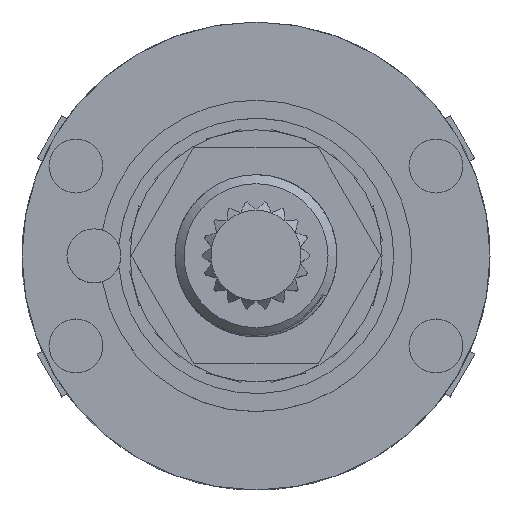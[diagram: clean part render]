
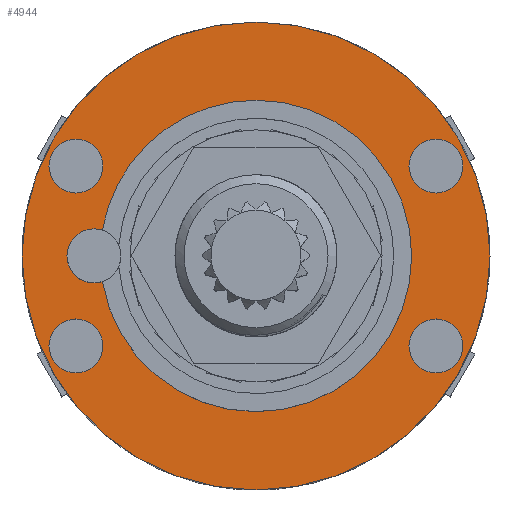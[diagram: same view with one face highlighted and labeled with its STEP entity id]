
A CAD part, top view. The second image highlights one B-rep face of the part: STEP entity #4944.
In plain terms, the highlighted planar face has unit normal (0, 0, 1).
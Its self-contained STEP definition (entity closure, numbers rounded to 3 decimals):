
#3187 = VERTEX_POINT('',#3188);
#3188 = CARTESIAN_POINT('',(-9.,1.5,12.1));
#3196 = EDGE_CURVE('',#3187,#3197,#3199,.T.);
#3197 = VERTEX_POINT('',#3198);
#3198 = CARTESIAN_POINT('',(-8.532,-1.425,12.1));
#3199 = CIRCLE('',#3200,1.5);
#3200 = AXIS2_PLACEMENT_3D('',#3201,#3202,#3203);
#3201 = CARTESIAN_POINT('',(-9.,0.,12.1));
#3202 = DIRECTION('',(0.,-0.,1.));
#3203 = DIRECTION('',(0.,1.,0.));
#3240 = VERTEX_POINT('',#3241);
#3241 = CARTESIAN_POINT('',(-8.532,1.425,12.1));
#3247 = EDGE_CURVE('',#3240,#3187,#3248,.T.);
#3248 = CIRCLE('',#3249,1.5);
#3249 = AXIS2_PLACEMENT_3D('',#3250,#3251,#3252);
#3250 = CARTESIAN_POINT('',(-9.,0.,12.1));
#3251 = DIRECTION('',(0.,-0.,1.));
#3252 = DIRECTION('',(0.,1.,0.));
#4944 = ADVANCED_FACE('',(#4945,#4956,#4967,#4987,#4998,#5009),#5020,.T.
  );
#4945 = FACE_BOUND('',#4946,.T.);
#4946 = EDGE_LOOP('',(#4947));
#4947 = ORIENTED_EDGE('',*,*,#4948,.T.);
#4948 = EDGE_CURVE('',#4949,#4949,#4951,.T.);
#4949 = VERTEX_POINT('',#4950);
#4950 = CARTESIAN_POINT('',(0.,13.,12.1));
#4951 = CIRCLE('',#4952,13.);
#4952 = AXIS2_PLACEMENT_3D('',#4953,#4954,#4955);
#4953 = CARTESIAN_POINT('',(0.,0.,12.1));
#4954 = DIRECTION('',(0.,-0.,1.));
#4955 = DIRECTION('',(0.,1.,0.));
#4956 = FACE_BOUND('',#4957,.T.);
#4957 = EDGE_LOOP('',(#4958));
#4958 = ORIENTED_EDGE('',*,*,#4959,.F.);
#4959 = EDGE_CURVE('',#4960,#4960,#4962,.T.);
#4960 = VERTEX_POINT('',#4961);
#4961 = CARTESIAN_POINT('',(-8.5,5.,12.1));
#4962 = CIRCLE('',#4963,1.5);
#4963 = AXIS2_PLACEMENT_3D('',#4964,#4965,#4966);
#4964 = CARTESIAN_POINT('',(-10.,5.,12.1));
#4965 = DIRECTION('',(0.,0.,1.));
#4966 = DIRECTION('',(1.,0.,-0.));
#4967 = FACE_BOUND('',#4968,.T.);
#4968 = EDGE_LOOP('',(#4969,#4978,#4985,#4986));
#4969 = ORIENTED_EDGE('',*,*,#4970,.F.);
#4970 = EDGE_CURVE('',#4971,#3240,#4973,.T.);
#4971 = VERTEX_POINT('',#4972);
#4972 = CARTESIAN_POINT('',(0.,8.65,12.1));
#4973 = CIRCLE('',#4974,8.65);
#4974 = AXIS2_PLACEMENT_3D('',#4975,#4976,#4977);
#4975 = CARTESIAN_POINT('',(0.,0.,12.1));
#4976 = DIRECTION('',(0.,0.,1.));
#4977 = DIRECTION('',(0.,1.,0.));
#4978 = ORIENTED_EDGE('',*,*,#4979,.F.);
#4979 = EDGE_CURVE('',#3197,#4971,#4980,.T.);
#4980 = CIRCLE('',#4981,8.65);
#4981 = AXIS2_PLACEMENT_3D('',#4982,#4983,#4984);
#4982 = CARTESIAN_POINT('',(0.,0.,12.1));
#4983 = DIRECTION('',(0.,0.,1.));
#4984 = DIRECTION('',(0.,1.,0.));
#4985 = ORIENTED_EDGE('',*,*,#3196,.F.);
#4986 = ORIENTED_EDGE('',*,*,#3247,.F.);
#4987 = FACE_BOUND('',#4988,.T.);
#4988 = EDGE_LOOP('',(#4989));
#4989 = ORIENTED_EDGE('',*,*,#4990,.T.);
#4990 = EDGE_CURVE('',#4991,#4991,#4993,.T.);
#4991 = VERTEX_POINT('',#4992);
#4992 = CARTESIAN_POINT('',(-8.5,-5.,12.1));
#4993 = CIRCLE('',#4994,1.5);
#4994 = AXIS2_PLACEMENT_3D('',#4995,#4996,#4997);
#4995 = CARTESIAN_POINT('',(-10.,-5.,12.1));
#4996 = DIRECTION('',(0.,0.,-1.));
#4997 = DIRECTION('',(1.,0.,0.));
#4998 = FACE_BOUND('',#4999,.T.);
#4999 = EDGE_LOOP('',(#5000));
#5000 = ORIENTED_EDGE('',*,*,#5001,.F.);
#5001 = EDGE_CURVE('',#5002,#5002,#5004,.T.);
#5002 = VERTEX_POINT('',#5003);
#5003 = CARTESIAN_POINT('',(8.5,-5.,12.1));
#5004 = CIRCLE('',#5005,1.5);
#5005 = AXIS2_PLACEMENT_3D('',#5006,#5007,#5008);
#5006 = CARTESIAN_POINT('',(10.,-5.,12.1));
#5007 = DIRECTION('',(0.,0.,1.));
#5008 = DIRECTION('',(-1.,0.,0.));
#5009 = FACE_BOUND('',#5010,.T.);
#5010 = EDGE_LOOP('',(#5011));
#5011 = ORIENTED_EDGE('',*,*,#5012,.T.);
#5012 = EDGE_CURVE('',#5013,#5013,#5015,.T.);
#5013 = VERTEX_POINT('',#5014);
#5014 = CARTESIAN_POINT('',(8.5,5.,12.1));
#5015 = CIRCLE('',#5016,1.5);
#5016 = AXIS2_PLACEMENT_3D('',#5017,#5018,#5019);
#5017 = CARTESIAN_POINT('',(10.,5.,12.1));
#5018 = DIRECTION('',(0.,0.,-1.));
#5019 = DIRECTION('',(-1.,0.,0.));
#5020 = PLANE('',#5021);
#5021 = AXIS2_PLACEMENT_3D('',#5022,#5023,#5024);
#5022 = CARTESIAN_POINT('',(0.,0.,12.1));
#5023 = DIRECTION('',(0.,0.,1.));
#5024 = DIRECTION('',(1.,0.,-0.));
